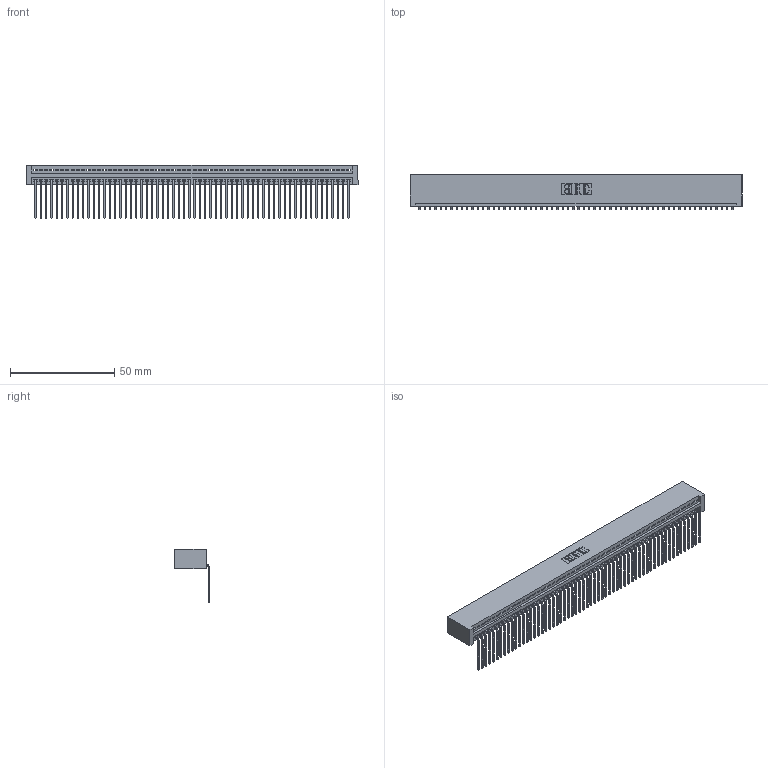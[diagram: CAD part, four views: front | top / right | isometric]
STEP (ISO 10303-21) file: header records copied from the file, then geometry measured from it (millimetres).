
FILE_DESCRIPTION (( 'STEP AP203' ), '1' );
FILE_NAME ('395-060-559-101.STEP', '2019-10-24T13:13:19', ( '' ), ( '' ), 'SwSTEP 2.0', 'SolidWorks 2016', '' );
FILE_SCHEMA (( 'CONFIG_CONTROL_DESIGN' ));
Length unit declared in the file: inch
Products named in the file (3): 345 Part_No Mounting Lugs; 345-292-001_558 559 Tail - 1; 395-060-559-101
Assembly tree (61 placements, depth 2):
  395-060-559-101
    345 Part_No Mounting Lugs
    345-292-001_558 559 Tail - 1  x60
Bounding box: 159 x 16.75 x 25.53 mm (x, y, z)
Volume: 16034.1 mm3; surface area: 22917.3 mm2
Topology: 61 solids, 61 shells, 3718 faces, 11237 edges, 7410 vertices
Faces by surface type: plane 2596, cylinder 1122
Entity records: 42541 total; most frequent: CARTESIAN_POINT 7376, ORIENTED_EDGE 7370, DIRECTION 6409, EDGE_CURVE 3685, LINE 3321, VECTOR 3321, VERTEX_POINT 2454, AXIS2_PLACEMENT_3D 1544
